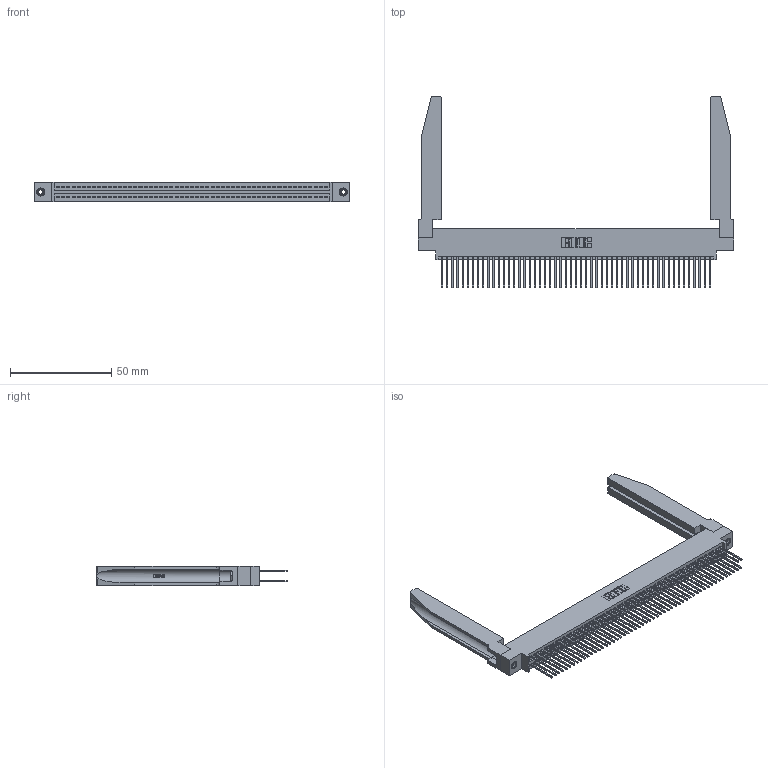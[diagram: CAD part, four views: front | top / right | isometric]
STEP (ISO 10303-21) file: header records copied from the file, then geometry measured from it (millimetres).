
FILE_DESCRIPTION (( 'STEP AP203' ), '1' );
FILE_NAME ('395-106-540-878.STEP', '2019-10-27T05:09:17', ( '' ), ( '' ), 'SwSTEP 2.0', 'SolidWorks 2016', '' );
FILE_SCHEMA (( 'CONFIG_CONTROL_DESIGN' ));
Length unit declared in the file: inch
Products named in the file (5): 345 Part_0.170 Offset - 0.156 Dia-TH; 345-292-001_345-293-140; 345-250-001_345-250-001-102; 345-220-078_345-220-078; 395-106-540-878
Assembly tree (111 placements, depth 2):
  395-106-540-878
    345 Part_0.170 Offset - 0.156 Dia-TH
    345-292-001_345-293-140  x106
    345-250-001_345-250-001-102  x2
    345-220-078_345-220-078  x2
Bounding box: 155.85 x 94.41 x 9.4 mm (x, y, z)
Volume: 23300.9 mm3; surface area: 32015.9 mm2
Topology: 111 solids, 111 shells, 5664 faces, 16755 edges, 11018 vertices
Faces by surface type: plane 3724, cylinder 1888, bspline 36, cone 12, torus 4
Entity records: 44994 total; most frequent: CARTESIAN_POINT 8451, ORIENTED_EDGE 7282, DIRECTION 6431, EDGE_CURVE 3641, LINE 3203, VECTOR 3203, VERTEX_POINT 2420, AXIS2_PLACEMENT_3D 1614
